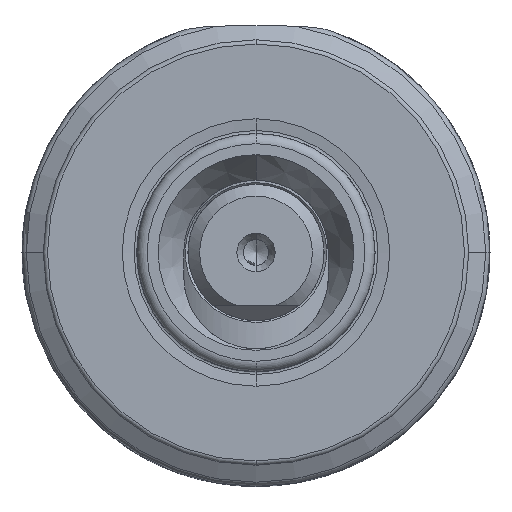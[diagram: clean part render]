
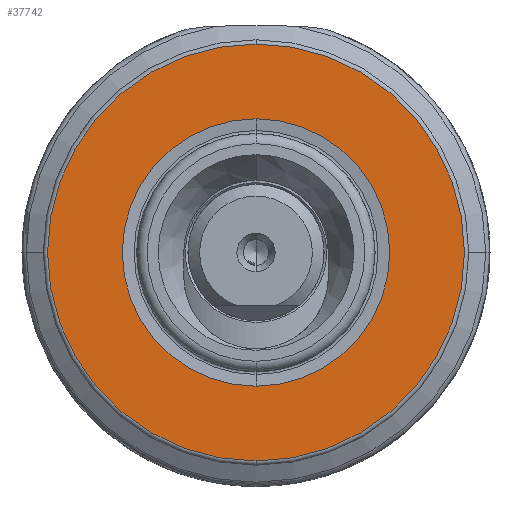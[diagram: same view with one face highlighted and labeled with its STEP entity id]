
A CAD part, left-side view. The second image highlights one B-rep face of the part: STEP entity #37742.
In plain terms, the highlighted planar face has unit normal (-1, 0, 0).
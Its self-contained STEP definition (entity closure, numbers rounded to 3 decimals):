
#413 = ORIENTED_EDGE ( 'NONE', *, *, #29055, .T. ) ;
#3883 = DIRECTION ( 'NONE',  ( 0., 0., -1. ) ) ;
#4219 = AXIS2_PLACEMENT_3D ( 'NONE', #9670, #9583, #9518 ) ;
#4676 = FACE_OUTER_BOUND ( 'NONE', #21280, .T. ) ;
#5433 = CIRCLE ( 'NONE', #31631, 24.5 ) ;
#5770 = FACE_BOUND ( 'NONE', #20033, .T. ) ;
#6357 = CARTESIAN_POINT ( 'NONE',  ( 0., 0., -24.5 ) ) ;
#7053 = CARTESIAN_POINT ( 'NONE',  ( 0., 0., 0. ) ) ;
#7948 = AXIS2_PLACEMENT_3D ( 'NONE', #38717, #24741, #3883 ) ;
#8336 = CARTESIAN_POINT ( 'NONE',  ( 0., 0., 24.5 ) ) ;
#9518 = DIRECTION ( 'NONE',  ( 0., 0., 1. ) ) ;
#9583 = DIRECTION ( 'NONE',  ( -1., 0., 0. ) ) ;
#9670 = CARTESIAN_POINT ( 'NONE',  ( 0., 0., 0. ) ) ;
#10539 = DIRECTION ( 'NONE',  ( 0., 0., 1. ) ) ;
#10628 = EDGE_CURVE ( 'NONE', #33694, #16879, #5433, .T. ) ;
#11367 = DIRECTION ( 'NONE',  ( -1., 0., 0. ) ) ;
#14112 = EDGE_CURVE ( 'NONE', #14382, #16366, #39249, .T. ) ;
#14287 = CARTESIAN_POINT ( 'NONE',  ( 0., 0., 15.715 ) ) ;
#14382 = VERTEX_POINT ( 'NONE', #29939 ) ;
#16366 = VERTEX_POINT ( 'NONE', #14287 ) ;
#16444 = AXIS2_PLACEMENT_3D ( 'NONE', #32475, #11367, #35948 ) ;
#16879 = VERTEX_POINT ( 'NONE', #6357 ) ;
#20033 = EDGE_LOOP ( 'NONE', ( #43959, #44356 ) ) ;
#21280 = EDGE_LOOP ( 'NONE', ( #37743, #413 ) ) ;
#24318 = DIRECTION ( 'NONE',  ( 0., 0., 1. ) ) ;
#24470 = DIRECTION ( 'NONE',  ( -1., 0., 0. ) ) ;
#24741 = DIRECTION ( 'NONE',  ( 1., 0., 0. ) ) ;
#26028 = CARTESIAN_POINT ( 'NONE',  ( 0., 0., 0. ) ) ;
#28718 = EDGE_CURVE ( 'NONE', #16366, #14382, #44912, .T. ) ;
#29055 = EDGE_CURVE ( 'NONE', #16879, #33694, #41637, .T. ) ;
#29939 = CARTESIAN_POINT ( 'NONE',  ( 0., 0., -15.715 ) ) ;
#31631 = AXIS2_PLACEMENT_3D ( 'NONE', #26028, #24470, #24318 ) ;
#31637 = DIRECTION ( 'NONE',  ( -1., 0., 0. ) ) ;
#32475 = CARTESIAN_POINT ( 'NONE',  ( 0., 0., 0. ) ) ;
#33694 = VERTEX_POINT ( 'NONE', #8336 ) ;
#35948 = DIRECTION ( 'NONE',  ( 0., 0., 1. ) ) ;
#37742 = ADVANCED_FACE ( 'NONE', ( #5770, #4676 ), #38866, .F. ) ;
#37743 = ORIENTED_EDGE ( 'NONE', *, *, #10628, .T. ) ;
#38717 = CARTESIAN_POINT ( 'NONE',  ( 0., 15.715, 0. ) ) ;
#38866 = PLANE ( 'NONE',  #7948 ) ;
#39249 = CIRCLE ( 'NONE', #4219, 15.715 ) ;
#39559 = AXIS2_PLACEMENT_3D ( 'NONE', #7053, #31637, #10539 ) ;
#41637 = CIRCLE ( 'NONE', #16444, 24.5 ) ;
#43959 = ORIENTED_EDGE ( 'NONE', *, *, #28718, .F. ) ;
#44356 = ORIENTED_EDGE ( 'NONE', *, *, #14112, .F. ) ;
#44912 = CIRCLE ( 'NONE', #39559, 15.715 ) ;
